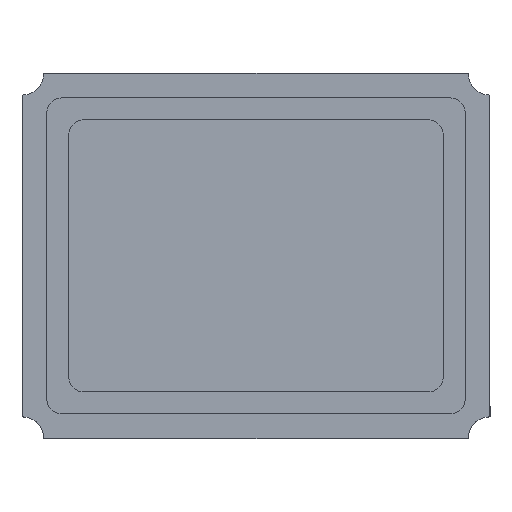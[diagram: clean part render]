
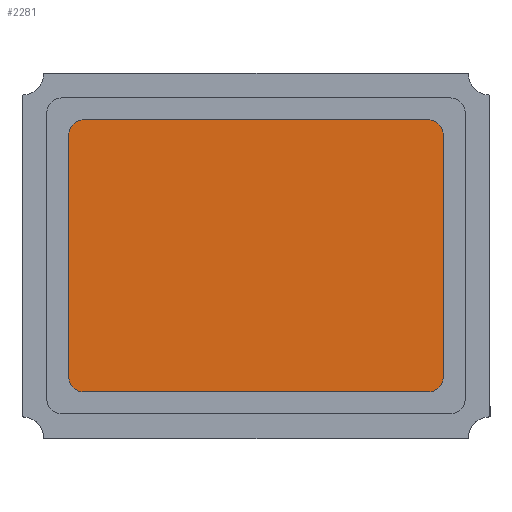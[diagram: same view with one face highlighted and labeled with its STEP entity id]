
A CAD part, top view. The second image highlights one B-rep face of the part: STEP entity #2281.
In plain terms, the highlighted planar face has unit normal (0, 0, 1).
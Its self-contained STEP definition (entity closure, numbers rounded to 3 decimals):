
#1 = CARTESIAN_POINT ( 'NONE',  ( 1.169, 3.825, 0.7 ) ) ;
#12 = CARTESIAN_POINT ( 'NONE',  ( 1.069, 3.825, 0.7 ) ) ;
#19 = CIRCLE ( 'NONE', #1467, 0.1 ) ;
#185 = VERTEX_POINT ( 'NONE', #607 ) ;
#235 = ORIENTED_EDGE ( 'NONE', *, *, #2194, .T. ) ;
#248 = DIRECTION ( 'NONE',  ( 0., 0., 1. ) ) ;
#262 = CARTESIAN_POINT ( 'NONE',  ( 0., 0., 0.7 ) ) ;
#326 = LINE ( 'NONE', #1587, #622 ) ;
#356 = CARTESIAN_POINT ( 'NONE',  ( 1.069, 5.585, 0.7 ) ) ;
#380 = ORIENTED_EDGE ( 'NONE', *, *, #821, .T. ) ;
#397 = ORIENTED_EDGE ( 'NONE', *, *, #418, .T. ) ;
#418 = EDGE_CURVE ( 'NONE', #932, #1692, #911, .T. ) ;
#434 = EDGE_CURVE ( 'NONE', #964, #932, #1211, .T. ) ;
#450 = ORIENTED_EDGE ( 'NONE', *, *, #1927, .T. ) ;
#491 = AXIS2_PLACEMENT_3D ( 'NONE', #648, #1380, #2123 ) ;
#499 = DIRECTION ( 'NONE',  ( 0., 1., 0. ) ) ;
#583 = CARTESIAN_POINT ( 'NONE',  ( -1.391, 5.485, 0.7 ) ) ;
#607 = CARTESIAN_POINT ( 'NONE',  ( -1.291, 5.585, 0.7 ) ) ;
#622 = VECTOR ( 'NONE', #1980, 1000. ) ;
#629 = CIRCLE ( 'NONE', #1669, 0.1 ) ;
#648 = CARTESIAN_POINT ( 'NONE',  ( 1.069, 5.485, 0.7 ) ) ;
#668 = VECTOR ( 'NONE', #2162, 1000. ) ;
#681 = ORIENTED_EDGE ( 'NONE', *, *, #2170, .T. ) ;
#687 = VECTOR ( 'NONE', #1059, 1000. ) ;
#710 = CARTESIAN_POINT ( 'NONE',  ( -1.291, 3.725, 0.7 ) ) ;
#750 = CARTESIAN_POINT ( 'NONE',  ( 1.169, 5.585, 0.7 ) ) ;
#787 = PLANE ( 'NONE',  #1006 ) ;
#821 = EDGE_CURVE ( 'NONE', #2118, #2032, #1050, .T. ) ;
#822 = DIRECTION ( 'NONE',  ( 0., 0., 1. ) ) ;
#833 = CARTESIAN_POINT ( 'NONE',  ( 1.069, 3.725, 0.7 ) ) ;
#834 = FACE_OUTER_BOUND ( 'NONE', #987, .T. ) ;
#864 = VERTEX_POINT ( 'NONE', #833 ) ;
#911 = CIRCLE ( 'NONE', #491, 0.1 ) ;
#932 = VERTEX_POINT ( 'NONE', #1642 ) ;
#934 = VERTEX_POINT ( 'NONE', #710 ) ;
#964 = VERTEX_POINT ( 'NONE', #1 ) ;
#987 = EDGE_LOOP ( 'NONE', ( #380, #1439, #235, #1815, #1117, #397, #450, #681 ) ) ;
#1006 = AXIS2_PLACEMENT_3D ( 'NONE', #262, #1911, #1319 ) ;
#1021 = CARTESIAN_POINT ( 'NONE',  ( -1.291, 3.825, 0.7 ) ) ;
#1050 = LINE ( 'NONE', #1387, #687 ) ;
#1059 = DIRECTION ( 'NONE',  ( 0., -1., 0. ) ) ;
#1117 = ORIENTED_EDGE ( 'NONE', *, *, #434, .T. ) ;
#1122 = CARTESIAN_POINT ( 'NONE',  ( -1.391, 3.825, 0.7 ) ) ;
#1211 = LINE ( 'NONE', #1602, #1378 ) ;
#1249 = DIRECTION ( 'NONE',  ( 0., 0., 1. ) ) ;
#1319 = DIRECTION ( 'NONE',  ( 1., 0., 0. ) ) ;
#1352 = AXIS2_PLACEMENT_3D ( 'NONE', #12, #1249, #2195 ) ;
#1373 = DIRECTION ( 'NONE',  ( 1., 0., 0. ) ) ;
#1378 = VECTOR ( 'NONE', #499, 1000. ) ;
#1380 = DIRECTION ( 'NONE',  ( 0., 0., 1. ) ) ;
#1387 = CARTESIAN_POINT ( 'NONE',  ( -1.391, 3.725, 0.7 ) ) ;
#1394 = CIRCLE ( 'NONE', #1352, 0.1 ) ;
#1439 = ORIENTED_EDGE ( 'NONE', *, *, #1589, .T. ) ;
#1467 = AXIS2_PLACEMENT_3D ( 'NONE', #1021, #822, #1373 ) ;
#1537 = DIRECTION ( 'NONE',  ( 1., 0., 0. ) ) ;
#1587 = CARTESIAN_POINT ( 'NONE',  ( 1.169, 3.725, 0.7 ) ) ;
#1589 = EDGE_CURVE ( 'NONE', #2032, #934, #19, .T. ) ;
#1602 = CARTESIAN_POINT ( 'NONE',  ( 1.169, 3.725, 0.7 ) ) ;
#1606 = EDGE_CURVE ( 'NONE', #864, #964, #1394, .T. ) ;
#1642 = CARTESIAN_POINT ( 'NONE',  ( 1.169, 5.485, 0.7 ) ) ;
#1669 = AXIS2_PLACEMENT_3D ( 'NONE', #1901, #248, #1537 ) ;
#1681 = LINE ( 'NONE', #750, #668 ) ;
#1692 = VERTEX_POINT ( 'NONE', #356 ) ;
#1815 = ORIENTED_EDGE ( 'NONE', *, *, #1606, .T. ) ;
#1901 = CARTESIAN_POINT ( 'NONE',  ( -1.291, 5.485, 0.7 ) ) ;
#1911 = DIRECTION ( 'NONE',  ( 0., 0., 1. ) ) ;
#1927 = EDGE_CURVE ( 'NONE', #1692, #185, #1681, .T. ) ;
#1980 = DIRECTION ( 'NONE',  ( 1., 0., 0. ) ) ;
#2032 = VERTEX_POINT ( 'NONE', #1122 ) ;
#2118 = VERTEX_POINT ( 'NONE', #583 ) ;
#2123 = DIRECTION ( 'NONE',  ( 1., 0., 0. ) ) ;
#2162 = DIRECTION ( 'NONE',  ( -1., 0., 0. ) ) ;
#2170 = EDGE_CURVE ( 'NONE', #185, #2118, #629, .T. ) ;
#2194 = EDGE_CURVE ( 'NONE', #934, #864, #326, .T. ) ;
#2195 = DIRECTION ( 'NONE',  ( 1., 0., 0. ) ) ;
#2281 = ADVANCED_FACE ( 'NONE', ( #834 ), #787, .T. ) ;
